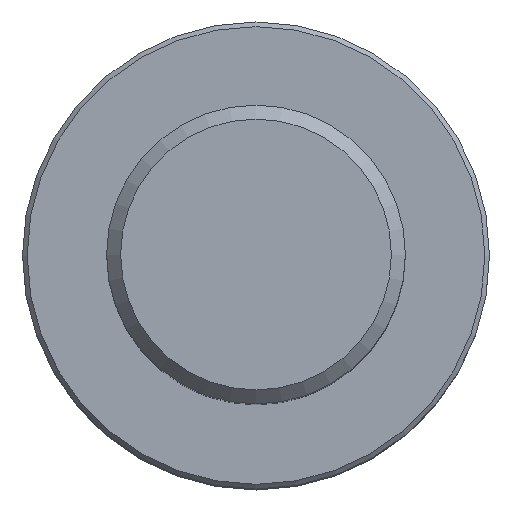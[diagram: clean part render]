
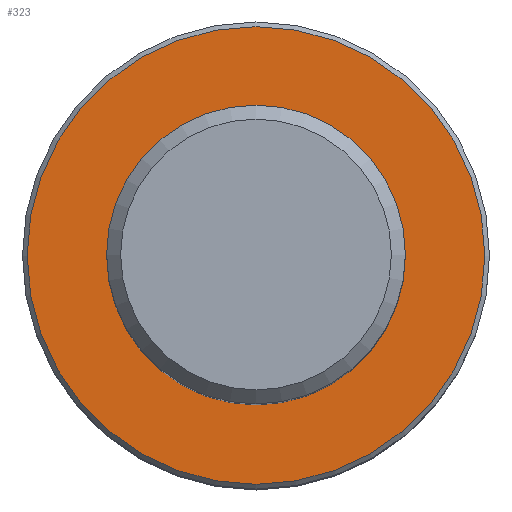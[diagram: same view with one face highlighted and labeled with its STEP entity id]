
A CAD part, top view. The second image highlights one B-rep face of the part: STEP entity #323.
In plain terms, the highlighted planar face has unit normal (0, 0, 1).
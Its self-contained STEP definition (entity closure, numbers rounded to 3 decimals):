
#111=PLANE('',#742);
#137=EDGE_LOOP('',(#183));
#138=EDGE_LOOP('',(#184));
#183=ORIENTED_EDGE('',*,*,#225,.F.);
#184=ORIENTED_EDGE('',*,*,#226,.T.);
#225=EDGE_CURVE('',#435,#435,#248,.T.);
#226=EDGE_CURVE('',#436,#436,#249,.T.);
#248=CIRCLE('',#740,15.996);
#249=CIRCLE('',#741,24.5);
#323=ADVANCED_FACE('',(#385,#386),#111,.T.);
#385=FACE_BOUND('',#137,.T.);
#386=FACE_BOUND('',#138,.T.);
#435=VERTEX_POINT('',#1370);
#436=VERTEX_POINT('',#1372);
#740=AXIS2_PLACEMENT_3D('',#1369,#848,#849);
#741=AXIS2_PLACEMENT_3D('',#1371,#850,#851);
#742=AXIS2_PLACEMENT_3D('',#1373,#852,#853);
#848=DIRECTION('',(0.,0.,1.));
#849=DIRECTION('',(1.,0.,0.));
#850=DIRECTION('',(0.,0.,1.));
#851=DIRECTION('',(1.,0.,0.));
#852=DIRECTION('',(0.,0.,1.));
#853=DIRECTION('',(1.,0.,0.));
#1369=CARTESIAN_POINT('',(0.,0.,0.));
#1370=CARTESIAN_POINT('',(15.996,0.,0.));
#1371=CARTESIAN_POINT('',(0.,0.,0.));
#1372=CARTESIAN_POINT('',(24.5,0.,0.));
#1373=CARTESIAN_POINT('',(0.,0.,0.));
